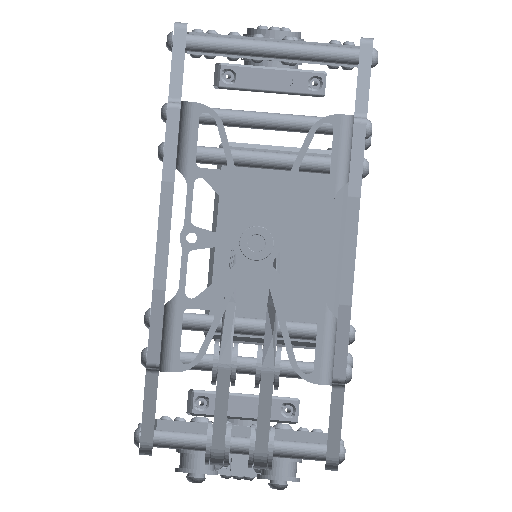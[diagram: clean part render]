
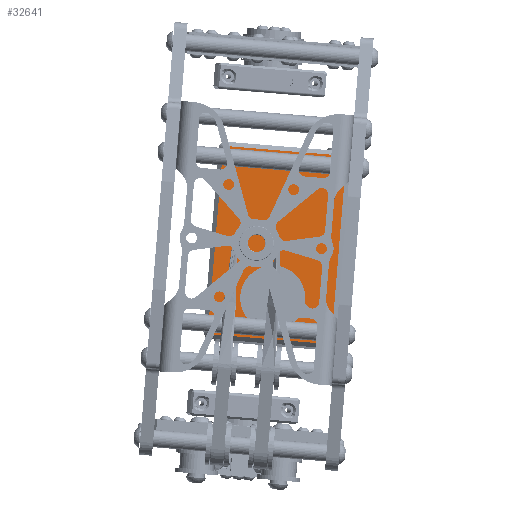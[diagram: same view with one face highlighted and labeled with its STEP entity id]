
A CAD part, front view. The second image highlights one B-rep face of the part: STEP entity #32641.
In plain terms, the highlighted face is planar.
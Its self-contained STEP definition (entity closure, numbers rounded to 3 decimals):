
#1710=FACE_BOUND('',#5199,.T.);
#2179=PLANE('',#35270);
#3184=FACE_OUTER_BOUND('',#5198,.T.);
#5198=EDGE_LOOP('',(#24000,#24001,#24002,#24003,#24004,#24005,#24006,#24007));
#5199=EDGE_LOOP('',(#24008));
#7635=LINE('',#51175,#10105);
#7636=LINE('',#51179,#10106);
#7637=LINE('',#51183,#10107);
#7638=LINE('',#51186,#10108);
#10105=VECTOR('',#40734,1000.);
#10106=VECTOR('',#40737,1000.);
#10107=VECTOR('',#40740,1000.);
#10108=VECTOR('',#40743,1000.);
#12285=CIRCLE('',#35245,15.);
#12299=CIRCLE('',#35271,1.);
#12300=CIRCLE('',#35272,1.);
#12301=CIRCLE('',#35273,1.);
#12302=CIRCLE('',#35274,1.);
#14491=VERTEX_POINT('',#51104);
#14513=VERTEX_POINT('',#51171);
#14514=VERTEX_POINT('',#51172);
#14515=VERTEX_POINT('',#51174);
#14516=VERTEX_POINT('',#51176);
#14517=VERTEX_POINT('',#51178);
#14518=VERTEX_POINT('',#51180);
#14519=VERTEX_POINT('',#51182);
#14520=VERTEX_POINT('',#51184);
#17993=EDGE_CURVE('',#14491,#14491,#12285,.T.);
#18026=EDGE_CURVE('',#14513,#14514,#12299,.T.);
#18027=EDGE_CURVE('',#14514,#14515,#7635,.T.);
#18028=EDGE_CURVE('',#14515,#14516,#12300,.T.);
#18029=EDGE_CURVE('',#14516,#14517,#7636,.T.);
#18030=EDGE_CURVE('',#14517,#14518,#12301,.T.);
#18031=EDGE_CURVE('',#14518,#14519,#7637,.T.);
#18032=EDGE_CURVE('',#14519,#14520,#12302,.T.);
#18033=EDGE_CURVE('',#14520,#14513,#7638,.T.);
#24000=ORIENTED_EDGE('',*,*,#18026,.T.);
#24001=ORIENTED_EDGE('',*,*,#18027,.T.);
#24002=ORIENTED_EDGE('',*,*,#18028,.T.);
#24003=ORIENTED_EDGE('',*,*,#18029,.T.);
#24004=ORIENTED_EDGE('',*,*,#18030,.T.);
#24005=ORIENTED_EDGE('',*,*,#18031,.T.);
#24006=ORIENTED_EDGE('',*,*,#18032,.T.);
#24007=ORIENTED_EDGE('',*,*,#18033,.T.);
#24008=ORIENTED_EDGE('',*,*,#17993,.T.);
#32641=ADVANCED_FACE('',(#3184,#1710),#2179,.T.);
#35245=AXIS2_PLACEMENT_3D('',#51105,#40661,#40662);
#35270=AXIS2_PLACEMENT_3D('',#51170,#40730,#40731);
#35271=AXIS2_PLACEMENT_3D('',#51173,#40732,#40733);
#35272=AXIS2_PLACEMENT_3D('',#51177,#40735,#40736);
#35273=AXIS2_PLACEMENT_3D('',#51181,#40738,#40739);
#35274=AXIS2_PLACEMENT_3D('',#51185,#40741,#40742);
#40661=DIRECTION('center_axis',(0.,0.,-1.));
#40662=DIRECTION('ref_axis',(1.,0.,0.));
#40730=DIRECTION('center_axis',(0.,0.,1.));
#40731=DIRECTION('ref_axis',(1.,0.,0.));
#40732=DIRECTION('center_axis',(0.,0.,1.));
#40733=DIRECTION('ref_axis',(1.,0.,0.));
#40734=DIRECTION('',(-1.,0.,0.));
#40735=DIRECTION('center_axis',(0.,0.,1.));
#40736=DIRECTION('ref_axis',(1.,0.,0.));
#40737=DIRECTION('',(0.,-1.,0.));
#40738=DIRECTION('center_axis',(0.,0.,1.));
#40739=DIRECTION('ref_axis',(1.,0.,0.));
#40740=DIRECTION('',(1.,0.,0.));
#40741=DIRECTION('center_axis',(0.,0.,1.));
#40742=DIRECTION('ref_axis',(1.,0.,0.));
#40743=DIRECTION('',(0.,1.,0.));
#51104=CARTESIAN_POINT('',(15.5,70.,35.));
#51105=CARTESIAN_POINT('Origin',(30.5,70.,35.));
#51170=CARTESIAN_POINT('Origin',(58.,3.,35.));
#51171=CARTESIAN_POINT('',(59.,88.,35.));
#51172=CARTESIAN_POINT('',(58.,89.,35.));
#51173=CARTESIAN_POINT('Origin',(58.,88.,35.));
#51174=CARTESIAN_POINT('',(3.,89.,35.));
#51175=CARTESIAN_POINT('',(3.,89.,35.));
#51176=CARTESIAN_POINT('',(2.,88.,35.));
#51177=CARTESIAN_POINT('Origin',(3.,88.,35.));
#51178=CARTESIAN_POINT('',(2.,3.,35.));
#51179=CARTESIAN_POINT('',(2.,3.,35.));
#51180=CARTESIAN_POINT('',(3.,2.,35.));
#51181=CARTESIAN_POINT('Origin',(3.,3.,35.));
#51182=CARTESIAN_POINT('',(58.,2.,35.));
#51183=CARTESIAN_POINT('',(58.,2.,35.));
#51184=CARTESIAN_POINT('',(59.,3.,35.));
#51185=CARTESIAN_POINT('Origin',(58.,3.,35.));
#51186=CARTESIAN_POINT('',(59.,88.,35.));
